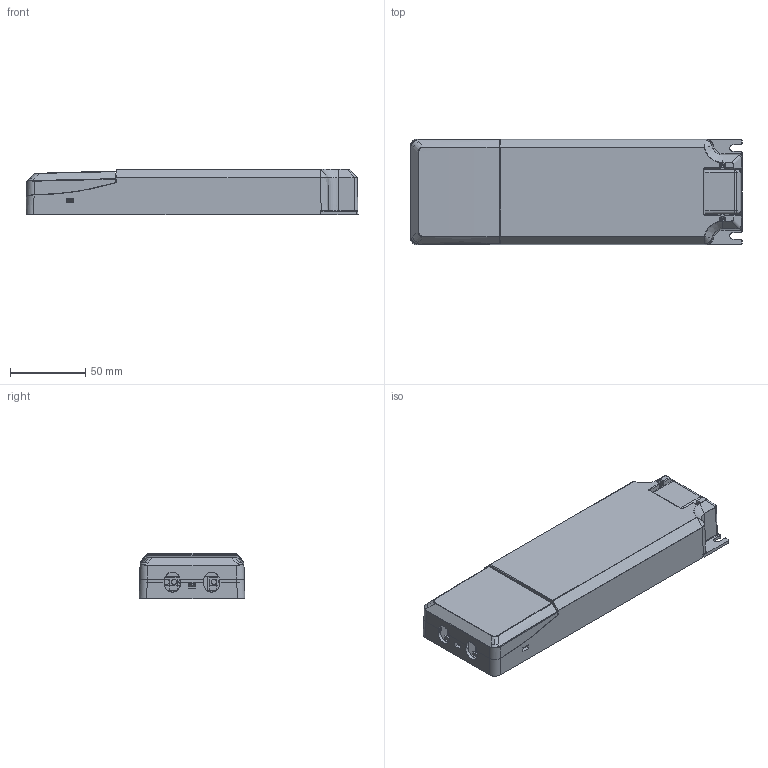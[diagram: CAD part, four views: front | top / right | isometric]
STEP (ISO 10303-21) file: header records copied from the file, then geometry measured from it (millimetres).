
FILE_DESCRIPTION((''),'2;1');
FILE_NAME('LEDC45W-V7_ASM','2020-05-15T16:58:06',('wsenga'),(''),'CREO PARAMETRIC BY PTC INC, 2019080','CREO PARAMETRIC BY PTC INC, 2019080','');
FILE_SCHEMA(('CONFIG_CONTROL_DESIGN'));
Length unit declared in the file: millimetre
Products named in the file (14): LEDC45W-PCB-V7; MAWLEDC45W-2A-V7; MAWLEDC45W-1A-V7; 250-350-V7; 250-350-1-V7; 250-6P-V7_ASM; MTB235-1-V7; MTB235-0-V7; 235-2P_ASM-V7_ASM; MAWLEDC45W-3A-V7; MAWLEDC45W-4A-V7; 235-4P-V5-V7_ASM; MAWLEDC45W-5A-V7; LEDC45W-V7_ASM
Assembly tree (29 placements, depth 3):
  LEDC45W-V7_ASM
    LEDC45W-PCB-V7
    MAWLEDC45W-2A-V7
    MAWLEDC45W-1A-V7
    250-6P-V7_ASM
      250-350-V7  x5
      250-350-1-V7
    235-2P_ASM-V7_ASM
      MTB235-1-V7  x7
      MTB235-0-V7
    MAWLEDC45W-3A-V7
    MAWLEDC45W-4A-V7
    235-4P-V5-V7_ASM
      MTB235-1-V7  x4
      MTB235-0-V7
    MAWLEDC45W-5A-V7  x2
Bounding box: 220 x 70 x 30 mm (x, y, z)
Volume: 102096.6 mm3; surface area: 143908.8 mm2
Topology: 26 solids, 27 shells, 2239 faces, 5897 edges, 3822 vertices
Faces by surface type: plane 1547, cylinder 500, bspline 108, sphere 40, torus 32, cone 10, extrusion 2
Entity records: 50884 total; most frequent: CARTESIAN_POINT 15048, ORIENTED_EDGE 7912, DIRECTION 6582, EDGE_CURVE 3956, VECTOR 2934, LINE 2932, VERTEX_POINT 2548, AXIS2_PLACEMENT_3D 1824
